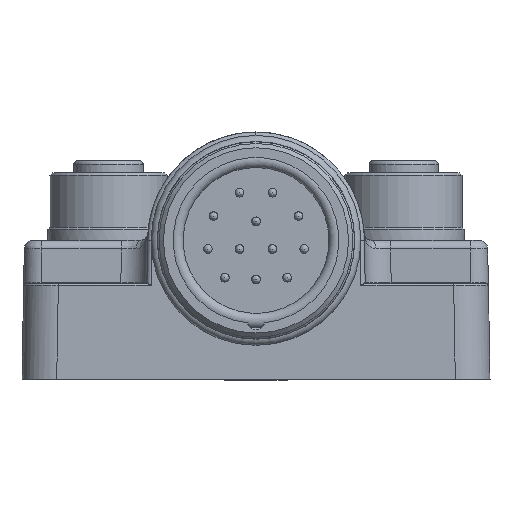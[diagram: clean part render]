
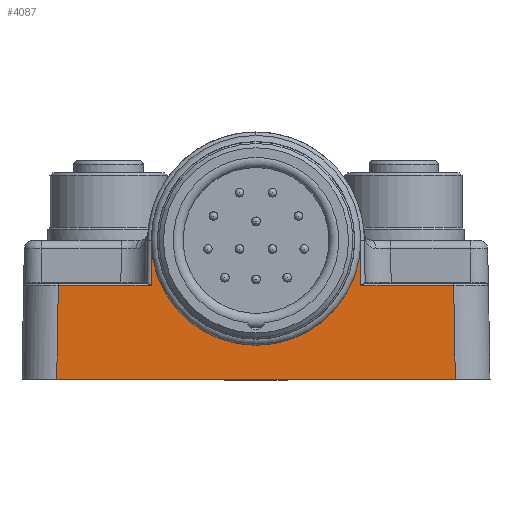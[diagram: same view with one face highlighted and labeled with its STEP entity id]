
A CAD part, left-side view. The second image highlights one B-rep face of the part: STEP entity #4087.
In plain terms, the highlighted planar face has unit normal (-1, 0, 0.018).
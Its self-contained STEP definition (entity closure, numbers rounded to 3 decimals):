
#409=ELLIPSE('',#16905,11.402,11.4);
#440=PLANE('',#16906);
#2234=LINE('',#23987,#3209);
#2235=LINE('',#23990,#3210);
#2236=LINE('',#23992,#3211);
#2237=LINE('',#23994,#3212);
#2238=LINE('',#23996,#3213);
#2239=LINE('',#24040,#3214);
#2240=LINE('',#24042,#3215);
#3209=VECTOR('',#18940,1.);
#3210=VECTOR('',#18941,1.);
#3211=VECTOR('',#18942,1.);
#3212=VECTOR('',#18943,1.);
#3213=VECTOR('',#18944,1.);
#3214=VECTOR('',#18945,1.);
#3215=VECTOR('',#18946,1.);
#4087=ADVANCED_FACE('2110-0-10',(#5597,#5598),#440,.T.);
#5189=B_SPLINE_CURVE_WITH_KNOTS('',3,(#23998,#23999,#24000,#24001,#24002,
#24003,#24004,#24005,#24006,#24007,#24008,#24009,#24010,#24011,#24012,#24013,
#24014,#24015),.UNSPECIFIED.,.F.,.F.,(4,2,2,2,2,2,2,2,4),(0.,0.125,0.25,
0.375,0.5,0.625,0.75,0.875,1.),.UNSPECIFIED.);
#5190=B_SPLINE_CURVE_WITH_KNOTS('',3,(#24017,#24018,#24019,#24020,#24021,
#24022,#24023,#24024,#24025,#24026,#24027,#24028,#24029,#24030,#24031,#24032,
#24033,#24034,#24035,#24036,#24037,#24038),.UNSPECIFIED.,.F.,.F.,(4,2,2,
2,2,2,2,2,2,2,4),(0.,0.125,0.188,0.25,0.375,0.5,0.625,0.75,0.813,0.875,
1.),.UNSPECIFIED.);
#5597=FACE_BOUND('',#6008,.T.);
#5598=FACE_BOUND('',#6009,.T.);
#6008=EDGE_LOOP('',(#7559,#7560,#7561,#7562,#7563,#7564,#7565,#7566,#7567));
#6009=EDGE_LOOP('',(#7568));
#7559=ORIENTED_EDGE('',*,*,#13832,.T.);
#7560=ORIENTED_EDGE('',*,*,#13833,.T.);
#7561=ORIENTED_EDGE('',*,*,#13834,.T.);
#7562=ORIENTED_EDGE('',*,*,#13835,.T.);
#7563=ORIENTED_EDGE('',*,*,#13836,.T.);
#7564=ORIENTED_EDGE('',*,*,#13837,.T.);
#7565=ORIENTED_EDGE('',*,*,#13838,.T.);
#7566=ORIENTED_EDGE('',*,*,#13839,.T.);
#7567=ORIENTED_EDGE('',*,*,#13840,.T.);
#7568=ORIENTED_EDGE('',*,*,#13841,.T.);
#12259=VERTEX_POINT('',#23988);
#12260=VERTEX_POINT('',#23989);
#12261=VERTEX_POINT('',#23991);
#12262=VERTEX_POINT('',#23993);
#12263=VERTEX_POINT('',#23995);
#12264=VERTEX_POINT('',#23997);
#12265=VERTEX_POINT('',#24016);
#12266=VERTEX_POINT('',#24039);
#12267=VERTEX_POINT('',#24041);
#12268=VERTEX_POINT('',#24044);
#13832=EDGE_CURVE('',#12259,#12260,#2234,.T.);
#13833=EDGE_CURVE('',#12260,#12261,#2235,.T.);
#13834=EDGE_CURVE('',#12261,#12262,#2236,.T.);
#13835=EDGE_CURVE('',#12262,#12263,#2237,.T.);
#13836=EDGE_CURVE('',#12263,#12264,#2238,.T.);
#13837=EDGE_CURVE('',#12264,#12265,#5189,.T.);
#13838=EDGE_CURVE('',#12265,#12266,#5190,.T.);
#13839=EDGE_CURVE('',#12266,#12267,#2239,.T.);
#13840=EDGE_CURVE('',#12267,#12259,#2240,.T.);
#13841=EDGE_CURVE('',#12268,#12268,#409,.T.);
#16905=AXIS2_PLACEMENT_3D('',#24043,#18947,#18948);
#16906=AXIS2_PLACEMENT_3D('',#24045,#18949,#18950);
#18940=DIRECTION('',(-0.017,0.017,-1.));
#18941=DIRECTION('',(0.,-1.,0.));
#18942=DIRECTION('',(0.017,0.017,1.));
#18943=DIRECTION('',(0.,1.,0.));
#18944=DIRECTION('',(0.017,0.017,1.));
#18945=DIRECTION('',(-0.017,0.017,-1.));
#18946=DIRECTION('',(0.,1.,0.));
#18947=DIRECTION('',(1.,0.,-0.017));
#18948=DIRECTION('',(0.017,0.,1.));
#18949=DIRECTION('',(-1.,0.,0.017));
#18950=DIRECTION('',(0.,-1.,0.));
#23987=CARTESIAN_POINT('',(-66.558,65.791,-5.197));
#23988=CARTESIAN_POINT('',(-66.558,65.791,-5.197));
#23989=CARTESIAN_POINT('',(-66.747,65.98,-16.));
#23990=CARTESIAN_POINT('',(-66.747,31.12,-16.));
#23991=CARTESIAN_POINT('',(-66.747,20.02,-16.));
#23992=CARTESIAN_POINT('',(-66.747,20.02,-16.));
#23993=CARTESIAN_POINT('',(-66.558,20.209,-5.197));
#23994=CARTESIAN_POINT('',(-66.558,20.209,-5.197));
#23995=CARTESIAN_POINT('',(-66.558,30.909,-5.197));
#23996=CARTESIAN_POINT('',(-66.558,30.909,-5.197));
#23997=CARTESIAN_POINT('',(-66.468,31.,0.));
#23998=CARTESIAN_POINT('',(-66.468,31.,0.));
#23999=CARTESIAN_POINT('',(-66.454,31.,0.789));
#24000=CARTESIAN_POINT('',(-66.44,31.076,1.568));
#24001=CARTESIAN_POINT('',(-66.413,31.382,3.116));
#24002=CARTESIAN_POINT('',(-66.4,31.61,3.868));
#24003=CARTESIAN_POINT('',(-66.375,32.211,5.32));
#24004=CARTESIAN_POINT('',(-66.363,32.581,6.013));
#24005=CARTESIAN_POINT('',(-66.34,33.458,7.328));
#24006=CARTESIAN_POINT('',(-66.329,33.956,7.935));
#24007=CARTESIAN_POINT('',(-66.31,35.066,9.046));
#24008=CARTESIAN_POINT('',(-66.301,35.673,9.545));
#24009=CARTESIAN_POINT('',(-66.286,36.986,10.422));
#24010=CARTESIAN_POINT('',(-66.279,37.676,10.792));
#24011=CARTESIAN_POINT('',(-66.269,39.133,11.396));
#24012=CARTESIAN_POINT('',(-66.265,39.884,11.624));
#24013=CARTESIAN_POINT('',(-66.259,41.431,11.932));
#24014=CARTESIAN_POINT('',(-66.258,42.212,12.009));
#24015=CARTESIAN_POINT('',(-66.258,43.,12.009));
#24016=CARTESIAN_POINT('',(-66.258,43.,12.009));
#24017=CARTESIAN_POINT('',(-66.258,43.,12.009));
#24018=CARTESIAN_POINT('',(-66.258,43.788,12.009));
#24019=CARTESIAN_POINT('',(-66.259,44.57,11.931));
#24020=CARTESIAN_POINT('',(-66.263,45.729,11.701));
#24021=CARTESIAN_POINT('',(-66.265,46.11,11.606));
#24022=CARTESIAN_POINT('',(-66.269,46.861,11.378));
#24023=CARTESIAN_POINT('',(-66.271,47.232,11.245));
#24024=CARTESIAN_POINT('',(-66.279,48.322,10.793));
#24025=CARTESIAN_POINT('',(-66.286,49.014,10.423));
#24026=CARTESIAN_POINT('',(-66.301,50.327,9.544));
#24027=CARTESIAN_POINT('',(-66.31,50.934,9.046));
#24028=CARTESIAN_POINT('',(-66.329,52.044,7.935));
#24029=CARTESIAN_POINT('',(-66.34,52.542,7.327));
#24030=CARTESIAN_POINT('',(-66.363,53.419,6.013));
#24031=CARTESIAN_POINT('',(-66.375,53.789,5.322));
#24032=CARTESIAN_POINT('',(-66.394,54.24,4.231));
#24033=CARTESIAN_POINT('',(-66.4,54.372,3.861));
#24034=CARTESIAN_POINT('',(-66.413,54.599,3.11));
#24035=CARTESIAN_POINT('',(-66.42,54.694,2.728));
#24036=CARTESIAN_POINT('',(-66.44,54.924,1.57));
#24037=CARTESIAN_POINT('',(-66.454,55.,0.79));
#24038=CARTESIAN_POINT('',(-66.468,55.,0.));
#24039=CARTESIAN_POINT('',(-66.468,55.,0.));
#24040=CARTESIAN_POINT('',(-66.468,55.,0.));
#24041=CARTESIAN_POINT('',(-66.558,55.091,-5.197));
#24042=CARTESIAN_POINT('',(-66.558,55.091,-5.197));
#24043=CARTESIAN_POINT('',(-66.468,43.,0.));
#24044=CARTESIAN_POINT('',(-66.269,43.,11.4));
#24045=CARTESIAN_POINT('',(-66.235,15.705,13.325));
